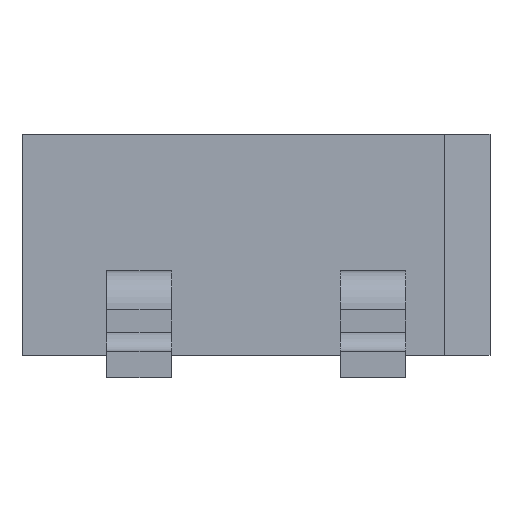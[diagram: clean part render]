
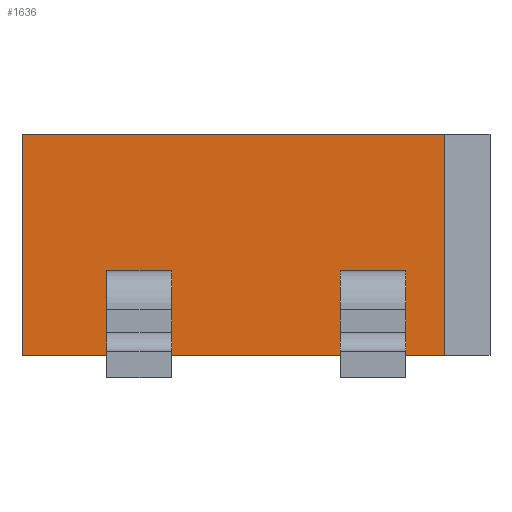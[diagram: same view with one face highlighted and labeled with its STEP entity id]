
A CAD part, left-side view. The second image highlights one B-rep face of the part: STEP entity #1636.
In plain terms, the highlighted planar face has unit normal (-1, 0, 0).
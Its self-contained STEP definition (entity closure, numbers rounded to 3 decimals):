
#5 = CARTESIAN_POINT ( 'NONE',  ( -1.45, -1.15, 0.45 ) ) ;
#21 = EDGE_CURVE ( 'NONE', #1613, #1236, #1126, .T. ) ;
#160 = DIRECTION ( 'NONE',  ( 0., 0., -1. ) ) ;
#199 = VECTOR ( 'NONE', #3087, 1000. ) ;
#206 = VERTEX_POINT ( 'NONE', #2948 ) ;
#217 = ORIENTED_EDGE ( 'NONE', *, *, #1396, .T. ) ;
#257 = AXIS2_PLACEMENT_3D ( 'NONE', #965, #2510, #2214 ) ;
#352 = DIRECTION ( 'NONE',  ( 0., 0., 1. ) ) ;
#371 = EDGE_CURVE ( 'NONE', #734, #2077, #2785, .T. ) ;
#392 = VECTOR ( 'NONE', #2879, 1000. ) ;
#435 = VERTEX_POINT ( 'NONE', #585 ) ;
#446 = DIRECTION ( 'NONE',  ( 0., 0., 1. ) ) ;
#452 = DIRECTION ( 'NONE',  ( 0., -1., 0. ) ) ;
#472 = VERTEX_POINT ( 'NONE', #3188 ) ;
#503 = VECTOR ( 'NONE', #2396, 1000. ) ;
#527 = EDGE_CURVE ( 'NONE', #1072, #1613, #676, .T. ) ;
#555 = LINE ( 'NONE', #2274, #2617 ) ;
#579 = ORIENTED_EDGE ( 'NONE', *, *, #2666, .F. ) ;
#585 = CARTESIAN_POINT ( 'NONE',  ( -1.45, -1.15, 0.65 ) ) ;
#616 = VECTOR ( 'NONE', #446, 1000. ) ;
#667 = CARTESIAN_POINT ( 'NONE',  ( -1.45, -1.45, 1.7 ) ) ;
#674 = EDGE_CURVE ( 'NONE', #1337, #435, #1505, .T. ) ;
#676 = LINE ( 'NONE', #2930, #392 ) ;
#734 = VERTEX_POINT ( 'NONE', #5 ) ;
#747 = PLANE ( 'NONE',  #257 ) ;
#780 = CARTESIAN_POINT ( 'NONE',  ( -1.45, 1.8, 0.45 ) ) ;
#821 = VECTOR ( 'NONE', #2171, 1000. ) ;
#875 = EDGE_LOOP ( 'NONE', ( #2601, #1358, #1770, #1783 ) ) ;
#919 = CARTESIAN_POINT ( 'NONE',  ( -1.45, -1.15, 1.7 ) ) ;
#922 = ORIENTED_EDGE ( 'NONE', *, *, #3009, .T. ) ;
#926 = EDGE_LOOP ( 'NONE', ( #579, #2223, #2189, #2233 ) ) ;
#965 = CARTESIAN_POINT ( 'NONE',  ( -1.45, 1.8, 1.7 ) ) ;
#966 = EDGE_CURVE ( 'NONE', #206, #2804, #1074, .T. ) ;
#989 = EDGE_CURVE ( 'NONE', #2880, #472, #2820, .T. ) ;
#996 = FACE_OUTER_BOUND ( 'NONE', #2921, .T. ) ;
#1072 = VERTEX_POINT ( 'NONE', #1381 ) ;
#1074 = LINE ( 'NONE', #1341, #2870 ) ;
#1126 = LINE ( 'NONE', #667, #1973 ) ;
#1155 = LINE ( 'NONE', #1447, #1435 ) ;
#1160 = CARTESIAN_POINT ( 'NONE',  ( -1.45, -0.65, 0.65 ) ) ;
#1185 = VERTEX_POINT ( 'NONE', #1232 ) ;
#1197 = FACE_BOUND ( 'NONE', #875, .T. ) ;
#1232 = CARTESIAN_POINT ( 'NONE',  ( -1.45, 1.8, 0. ) ) ;
#1236 = VERTEX_POINT ( 'NONE', #2259 ) ;
#1267 = CARTESIAN_POINT ( 'NONE',  ( -1.45, -1.45, 1.7 ) ) ;
#1337 = VERTEX_POINT ( 'NONE', #1160 ) ;
#1341 = CARTESIAN_POINT ( 'NONE',  ( -1.45, 1.15, 1.7 ) ) ;
#1358 = ORIENTED_EDGE ( 'NONE', *, *, #966, .T. ) ;
#1381 = CARTESIAN_POINT ( 'NONE',  ( -1.45, 1.8, 1.7 ) ) ;
#1396 = EDGE_CURVE ( 'NONE', #1185, #1236, #2421, .T. ) ;
#1435 = VECTOR ( 'NONE', #2696, 1000. ) ;
#1447 = CARTESIAN_POINT ( 'NONE',  ( -1.45, 1.8, 0.65 ) ) ;
#1505 = LINE ( 'NONE', #2888, #503 ) ;
#1520 = DIRECTION ( 'NONE',  ( 0., -1., 0. ) ) ;
#1581 = CARTESIAN_POINT ( 'NONE',  ( -1.45, 0.65, 1.7 ) ) ;
#1613 = VERTEX_POINT ( 'NONE', #1267 ) ;
#1636 = ADVANCED_FACE ( 'NONE', ( #996, #1197, #3173 ), #747, .F. ) ;
#1640 = DIRECTION ( 'NONE',  ( 0., 0., -1. ) ) ;
#1706 = CARTESIAN_POINT ( 'NONE',  ( -1.45, 1.15, 0.65 ) ) ;
#1770 = ORIENTED_EDGE ( 'NONE', *, *, #3166, .F. ) ;
#1783 = ORIENTED_EDGE ( 'NONE', *, *, #989, .F. ) ;
#1788 = EDGE_CURVE ( 'NONE', #206, #2880, #555, .T. ) ;
#1968 = LINE ( 'NONE', #2204, #821 ) ;
#1973 = VECTOR ( 'NONE', #160, 1000. ) ;
#2011 = CARTESIAN_POINT ( 'NONE',  ( -1.45, 0.65, 0.45 ) ) ;
#2074 = VECTOR ( 'NONE', #2750, 1000. ) ;
#2077 = VERTEX_POINT ( 'NONE', #2641 ) ;
#2171 = DIRECTION ( 'NONE',  ( 0., 0., 1. ) ) ;
#2189 = ORIENTED_EDGE ( 'NONE', *, *, #3170, .T. ) ;
#2204 = CARTESIAN_POINT ( 'NONE',  ( -1.45, -0.65, 1.7 ) ) ;
#2214 = DIRECTION ( 'NONE',  ( 0., 1., 0. ) ) ;
#2223 = ORIENTED_EDGE ( 'NONE', *, *, #371, .T. ) ;
#2233 = ORIENTED_EDGE ( 'NONE', *, *, #674, .T. ) ;
#2259 = CARTESIAN_POINT ( 'NONE',  ( -1.45, -1.45, 0. ) ) ;
#2274 = CARTESIAN_POINT ( 'NONE',  ( -1.45, 1.8, 0.45 ) ) ;
#2396 = DIRECTION ( 'NONE',  ( 0., -1., 0. ) ) ;
#2421 = LINE ( 'NONE', #2490, #2874 ) ;
#2446 = LINE ( 'NONE', #919, #616 ) ;
#2454 = ORIENTED_EDGE ( 'NONE', *, *, #21, .F. ) ;
#2490 = CARTESIAN_POINT ( 'NONE',  ( -1.45, 1.8, 0. ) ) ;
#2510 = DIRECTION ( 'NONE',  ( 1., 0., 0. ) ) ;
#2601 = ORIENTED_EDGE ( 'NONE', *, *, #1788, .F. ) ;
#2617 = VECTOR ( 'NONE', #1520, 1000. ) ;
#2632 = VECTOR ( 'NONE', #1640, 1000. ) ;
#2635 = CARTESIAN_POINT ( 'NONE',  ( -1.45, 1.8, 1.7 ) ) ;
#2641 = CARTESIAN_POINT ( 'NONE',  ( -1.45, -0.65, 0.45 ) ) ;
#2665 = LINE ( 'NONE', #2635, #2632 ) ;
#2666 = EDGE_CURVE ( 'NONE', #734, #435, #2446, .T. ) ;
#2696 = DIRECTION ( 'NONE',  ( 0., 1., 0. ) ) ;
#2750 = DIRECTION ( 'NONE',  ( 0., 1., 0. ) ) ;
#2785 = LINE ( 'NONE', #780, #2074 ) ;
#2804 = VERTEX_POINT ( 'NONE', #1706 ) ;
#2820 = LINE ( 'NONE', #1581, #199 ) ;
#2870 = VECTOR ( 'NONE', #352, 1000. ) ;
#2874 = VECTOR ( 'NONE', #452, 1000. ) ;
#2879 = DIRECTION ( 'NONE',  ( 0., -1., 0. ) ) ;
#2880 = VERTEX_POINT ( 'NONE', #2011 ) ;
#2888 = CARTESIAN_POINT ( 'NONE',  ( -1.45, 1.8, 0.65 ) ) ;
#2921 = EDGE_LOOP ( 'NONE', ( #217, #2454, #3013, #922 ) ) ;
#2930 = CARTESIAN_POINT ( 'NONE',  ( -1.45, 1.8, 1.7 ) ) ;
#2948 = CARTESIAN_POINT ( 'NONE',  ( -1.45, 1.15, 0.45 ) ) ;
#3009 = EDGE_CURVE ( 'NONE', #1072, #1185, #2665, .T. ) ;
#3013 = ORIENTED_EDGE ( 'NONE', *, *, #527, .F. ) ;
#3087 = DIRECTION ( 'NONE',  ( 0., 0., 1. ) ) ;
#3166 = EDGE_CURVE ( 'NONE', #472, #2804, #1155, .T. ) ;
#3170 = EDGE_CURVE ( 'NONE', #2077, #1337, #1968, .T. ) ;
#3173 = FACE_BOUND ( 'NONE', #926, .T. ) ;
#3188 = CARTESIAN_POINT ( 'NONE',  ( -1.45, 0.65, 0.65 ) ) ;
